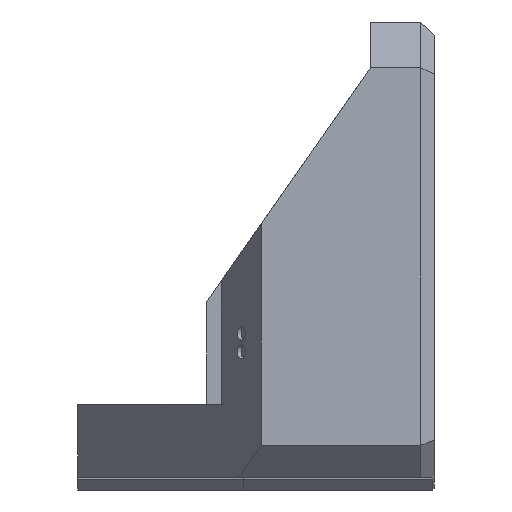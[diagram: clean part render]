
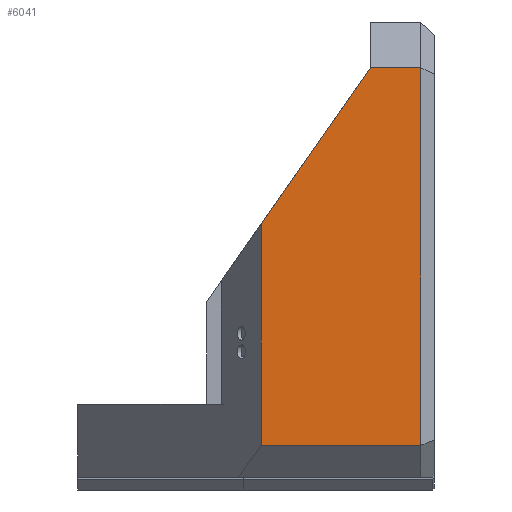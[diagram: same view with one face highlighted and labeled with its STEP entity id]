
A CAD part, left-side view. The second image highlights one B-rep face of the part: STEP entity #6041.
In plain terms, the highlighted planar face has unit normal (-1, 0, 0).
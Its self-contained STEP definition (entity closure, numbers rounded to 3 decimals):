
#349=PLANE('',#6520);
#669=FACE_OUTER_BOUND('',#1030,.T.);
#1030=EDGE_LOOP('',(#5310,#5311,#5312,#5313,#5314));
#1669=LINE('',#9668,#2379);
#1670=LINE('',#9671,#2380);
#1671=LINE('',#9673,#2381);
#1672=LINE('',#9675,#2382);
#1673=LINE('',#9676,#2383);
#2379=VECTOR('',#7882,10.);
#2380=VECTOR('',#7885,10.);
#2381=VECTOR('',#7886,10.);
#2382=VECTOR('',#7887,10.);
#2383=VECTOR('',#7888,10.);
#3073=VERTEX_POINT('',#9618);
#3088=VERTEX_POINT('',#9664);
#3089=VERTEX_POINT('',#9670);
#3090=VERTEX_POINT('',#9672);
#3091=VERTEX_POINT('',#9674);
#3860=EDGE_CURVE('',#3088,#3073,#1669,.T.);
#3861=EDGE_CURVE('',#3089,#3088,#1670,.T.);
#3862=EDGE_CURVE('',#3089,#3090,#1671,.T.);
#3863=EDGE_CURVE('',#3090,#3091,#1672,.T.);
#3864=EDGE_CURVE('',#3073,#3091,#1673,.T.);
#5310=ORIENTED_EDGE('',*,*,#3860,.F.);
#5311=ORIENTED_EDGE('',*,*,#3861,.F.);
#5312=ORIENTED_EDGE('',*,*,#3862,.T.);
#5313=ORIENTED_EDGE('',*,*,#3863,.T.);
#5314=ORIENTED_EDGE('',*,*,#3864,.F.);
#6041=ADVANCED_FACE('',(#669),#349,.T.);
#6520=AXIS2_PLACEMENT_3D('',#9669,#7883,#7884);
#7882=DIRECTION('',(0.,0.,-1.));
#7883=DIRECTION('center_axis',(-1.,0.,0.));
#7884=DIRECTION('ref_axis',(0.,-1.,0.));
#7885=DIRECTION('',(0.,-1.,0.));
#7886=DIRECTION('',(0.,0.574,-0.819));
#7887=DIRECTION('',(0.,0.,-1.));
#7888=DIRECTION('',(0.,1.,0.));
#9618=CARTESIAN_POINT('',(-26.25,1.5,3.5));
#9664=CARTESIAN_POINT('',(-26.25,1.5,45.));
#9668=CARTESIAN_POINT('',(-26.25,1.5,0.));
#9669=CARTESIAN_POINT('Origin',(-26.25,39.2,0.));
#9670=CARTESIAN_POINT('',(-26.25,7.,45.));
#9671=CARTESIAN_POINT('',(-26.25,29.4,45.));
#9672=CARTESIAN_POINT('',(-26.25,19.,27.862));
#9673=CARTESIAN_POINT('',(-26.25,31.868,9.484));
#9674=CARTESIAN_POINT('',(-26.25,19.,3.5));
#9675=CARTESIAN_POINT('',(-26.25,19.,4.));
#9676=CARTESIAN_POINT('',(-26.25,29.4,3.5));
